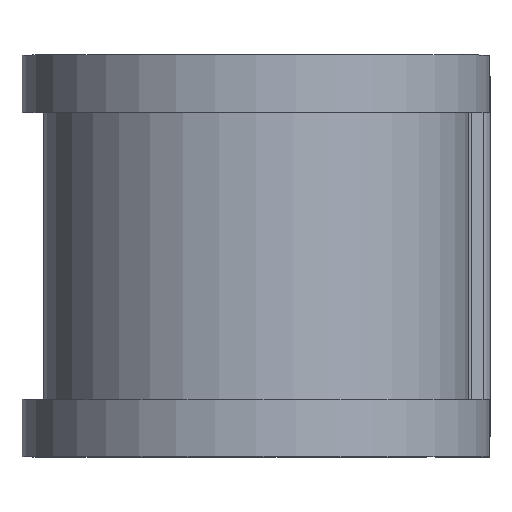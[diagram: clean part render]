
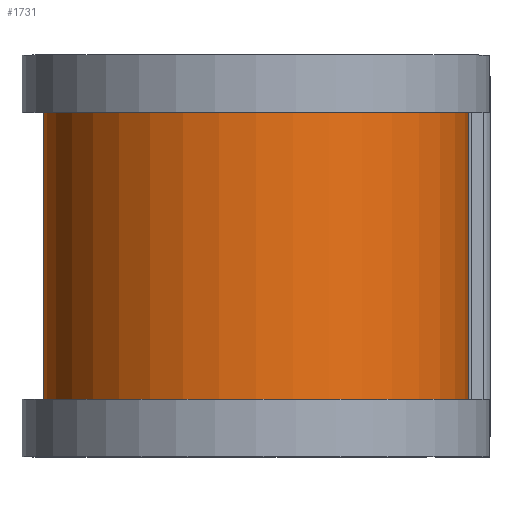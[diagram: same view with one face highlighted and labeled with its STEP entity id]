
A CAD part, top view. The second image highlights one B-rep face of the part: STEP entity #1731.
In plain terms, the highlighted cylindrical face has radius 15.037 mm (diameter 30.074 mm), a partial arc.
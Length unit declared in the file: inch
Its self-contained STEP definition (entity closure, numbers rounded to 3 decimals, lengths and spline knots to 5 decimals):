
#43 = VECTOR ( 'NONE', #381, 39.37008 ) ;
#90 = EDGE_CURVE ( 'NONE', #416, #562, #1514, .T. ) ;
#103 = EDGE_CURVE ( 'NONE', #1636, #416, #1674, .T. ) ;
#132 = ORIENTED_EDGE ( 'NONE', *, *, #103, .T. ) ;
#145 = CIRCLE ( 'NONE', #255, 0.592 ) ;
#160 = CARTESIAN_POINT ( 'NONE',  ( 0.592, 0.4, 0. ) ) ;
#255 = AXIS2_PLACEMENT_3D ( 'NONE', #1473, #1486, #1491 ) ;
#341 = CARTESIAN_POINT ( 'NONE',  ( 0., 0.5, 0. ) ) ;
#381 = DIRECTION ( 'NONE',  ( 0., -1., 0. ) ) ;
#413 = ORIENTED_EDGE ( 'NONE', *, *, #90, .T. ) ;
#416 = VERTEX_POINT ( 'NONE', #1488 ) ;
#505 = DIRECTION ( 'NONE',  ( 0., 0., -1. ) ) ;
#531 = ORIENTED_EDGE ( 'NONE', *, *, #1265, .F. ) ;
#535 = VERTEX_POINT ( 'NONE', #1567 ) ;
#543 = LINE ( 'NONE', #1553, #43 ) ;
#557 = CARTESIAN_POINT ( 'NONE',  ( 0., -0.4, -0.592 ) ) ;
#562 = VERTEX_POINT ( 'NONE', #557 ) ;
#613 = VECTOR ( 'NONE', #941, 39.37008 ) ;
#636 = EDGE_LOOP ( 'NONE', ( #531, #132, #413, #1732 ) ) ;
#682 = DIRECTION ( 'NONE',  ( 0., -1., 0. ) ) ;
#802 = CYLINDRICAL_SURFACE ( 'NONE', #884, 0.592 ) ;
#812 = EDGE_CURVE ( 'NONE', #535, #562, #145, .T. ) ;
#825 = FACE_OUTER_BOUND ( 'NONE', #636, .T. ) ;
#858 = CARTESIAN_POINT ( 'NONE',  ( 0., 0.5, -0.592 ) ) ;
#884 = AXIS2_PLACEMENT_3D ( 'NONE', #341, #1156, #505 ) ;
#941 = DIRECTION ( 'NONE',  ( 0., -1., 0. ) ) ;
#1071 = AXIS2_PLACEMENT_3D ( 'NONE', #1408, #682, #1691 ) ;
#1156 = DIRECTION ( 'NONE',  ( 0., -1., 0. ) ) ;
#1265 = EDGE_CURVE ( 'NONE', #1636, #535, #543, .T. ) ;
#1408 = CARTESIAN_POINT ( 'NONE',  ( 0., 0.4, 0. ) ) ;
#1473 = CARTESIAN_POINT ( 'NONE',  ( 0., -0.4, 0. ) ) ;
#1486 = DIRECTION ( 'NONE',  ( 0., -1., 0. ) ) ;
#1488 = CARTESIAN_POINT ( 'NONE',  ( 0., 0.4, -0.592 ) ) ;
#1491 = DIRECTION ( 'NONE',  ( 0., 0., -1. ) ) ;
#1514 = LINE ( 'NONE', #858, #613 ) ;
#1553 = CARTESIAN_POINT ( 'NONE',  ( 0.592, 0.5, 0. ) ) ;
#1567 = CARTESIAN_POINT ( 'NONE',  ( 0.592, -0.4, 0. ) ) ;
#1636 = VERTEX_POINT ( 'NONE', #160 ) ;
#1674 = CIRCLE ( 'NONE', #1071, 0.592 ) ;
#1691 = DIRECTION ( 'NONE',  ( 0., 0., -1. ) ) ;
#1731 = ADVANCED_FACE ( 'NONE', ( #825 ), #802, .T. ) ;
#1732 = ORIENTED_EDGE ( 'NONE', *, *, #812, .F. ) ;
